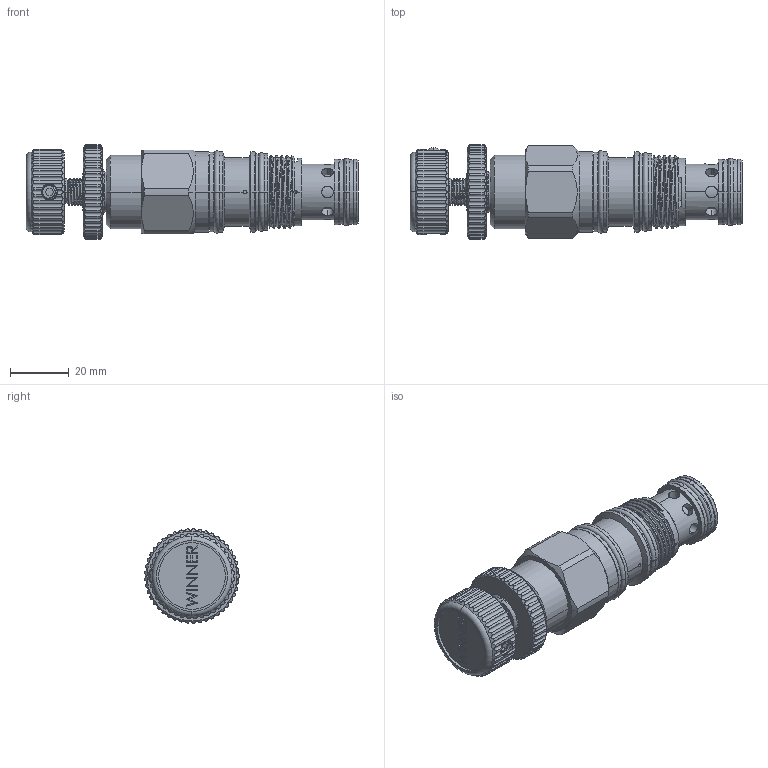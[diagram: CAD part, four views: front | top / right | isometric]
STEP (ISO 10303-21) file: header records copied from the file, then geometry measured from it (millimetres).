
FILE_DESCRIPTION (( 'STEP AP203' ), '1' );
FILE_NAME ('RV2A30-K.STEP', '2016-08-05T02:21:11', ( '' ), ( '' ), 'SwSTEP 2.0', 'SolidWorks 2012', '' );
FILE_SCHEMA (( 'CONFIG_CONTROL_DESIGN' ));
Products named in the file (1): RV2A30-K
Bounding box: 113.01 x 32.18 x 32.2 mm (x, y, z)
Volume: 53475.2 mm3; surface area: 20731.9 mm2
Topology: 6 solids, 8 shells, 786 faces, 2077 edges, 1336 vertices
Faces by surface type: cylinder 447, plane 185, cone 64, torus 51, bspline 35, sphere 4
Entity records: 45440 total; most frequent: CARTESIAN_POINT 27011, ORIENTED_EDGE 4122, DIRECTION 3517, EDGE_CURVE 2061, AXIS2_PLACEMENT_3D 1356, VERTEX_POINT 1336, EDGE_LOOP 839, VECTOR 805
